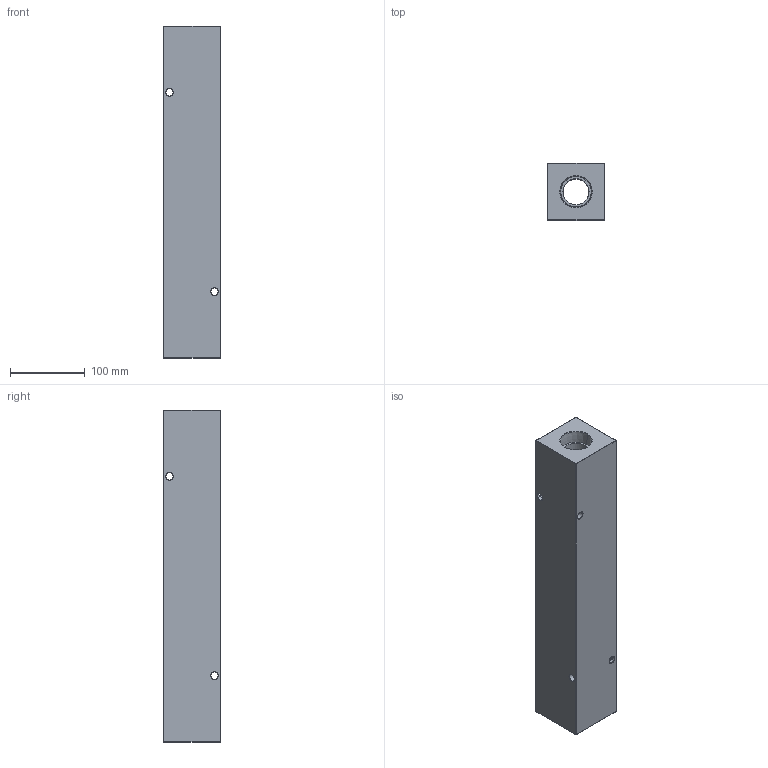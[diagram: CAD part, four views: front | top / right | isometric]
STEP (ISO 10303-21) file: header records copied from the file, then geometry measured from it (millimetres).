
FILE_DESCRIPTION (( 'STEP AP214' ), '1' );
FILE_NAME ('HM-5-0-P-20-12.STEP', '2020-02-28T20:49:37', ( '' ), ( '' ), 'SwSTEP 2.0', 'SolidWorks 2019', '' );
FILE_SCHEMA (( 'AUTOMOTIVE_DESIGN' ));
Length unit declared in the file: inch
Products named in the file (1): HM-5-0-P-20-12
Bounding box: 76.2 x 76.2 x 444.5 mm (x, y, z)
Volume: 2064940.6 mm3; surface area: 206720.2 mm2
Topology: 1 solids, 1 shells, 499 faces, 1300 edges, 846 vertices
Faces by surface type: plane 249, bspline 188, cone 34, cylinder 28
Entity records: 31335 total; most frequent: CARTESIAN_POINT 14090, ORIENTED_EDGE 2600, DIRECTION 1604, EDGE_CURVE 1300, VERTEX_POINT 846, LINE 816, VECTOR 816, EDGE_LOOP 566
